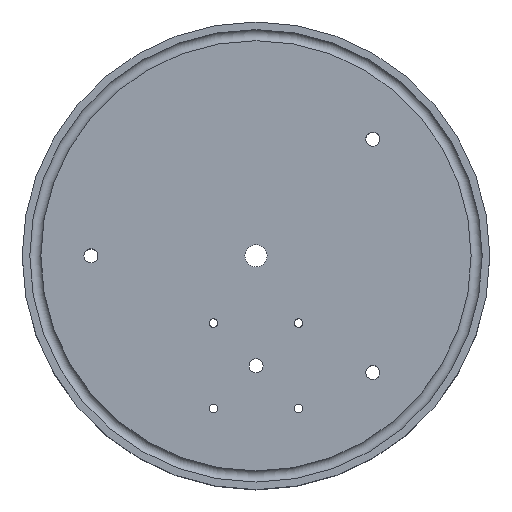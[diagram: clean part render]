
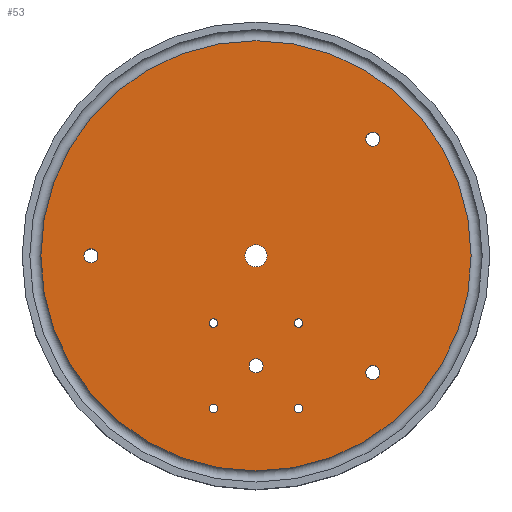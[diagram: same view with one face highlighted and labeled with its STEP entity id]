
A CAD part, top view. The second image highlights one B-rep face of the part: STEP entity #53.
In plain terms, the highlighted planar face has unit normal (0, 0, 1).
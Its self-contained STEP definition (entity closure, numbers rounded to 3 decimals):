
#53=ADVANCED_FACE('',(#431,#433,#435,#437,#439,#441,#443,#445,#447,#449),#451,.T.);
#431=FACE_BOUND('',#432,.T.);
#432=EDGE_LOOP('',(#809));
#433=FACE_BOUND('',#434,.T.);
#434=EDGE_LOOP('',(#810));
#435=FACE_BOUND('',#436,.T.);
#436=EDGE_LOOP('',(#811));
#437=FACE_BOUND('',#438,.T.);
#438=EDGE_LOOP('',(#812));
#439=FACE_BOUND('',#440,.T.);
#440=EDGE_LOOP('',(#813));
#441=FACE_BOUND('',#442,.T.);
#442=EDGE_LOOP('',(#814));
#443=FACE_BOUND('',#444,.T.);
#444=EDGE_LOOP('',(#815));
#445=FACE_BOUND('',#446,.T.);
#446=EDGE_LOOP('',(#816));
#447=FACE_BOUND('',#448,.T.);
#448=EDGE_LOOP('',(#817));
#449=FACE_BOUND('',#450,.T.);
#450=EDGE_LOOP('',(#818));
#451=PLANE('',#452);
#452=AXIS2_PLACEMENT_3D('',#453,#454,#455);
#453=CARTESIAN_POINT('',(0.,0.,70.));
#454=DIRECTION('',(0.,0.,1.));
#455=DIRECTION('',(-1.,0.,0.));
#809=ORIENTED_EDGE('',*,*,#969,.T.);
#810=ORIENTED_EDGE('',*,*,#970,.T.);
#811=ORIENTED_EDGE('',*,*,#971,.T.);
#812=ORIENTED_EDGE('',*,*,#972,.T.);
#813=ORIENTED_EDGE('',*,*,#973,.T.);
#814=ORIENTED_EDGE('',*,*,#974,.T.);
#815=ORIENTED_EDGE('',*,*,#975,.T.);
#816=ORIENTED_EDGE('',*,*,#976,.T.);
#817=ORIENTED_EDGE('',*,*,#977,.T.);
#818=ORIENTED_EDGE('',*,*,#978,.T.);
#969=EDGE_CURVE('',#1049,#1049,#1050,.F.);
#970=EDGE_CURVE('',#1051,#1051,#1052,.T.);
#971=EDGE_CURVE('',#1053,#1053,#1054,.T.);
#972=EDGE_CURVE('',#1055,#1055,#1056,.T.);
#973=EDGE_CURVE('',#1057,#1057,#1058,.T.);
#974=EDGE_CURVE('',#1059,#1059,#1060,.T.);
#975=EDGE_CURVE('',#1061,#1061,#1062,.T.);
#976=EDGE_CURVE('',#1063,#1063,#1064,.T.);
#977=EDGE_CURVE('',#1065,#1065,#1066,.T.);
#978=EDGE_CURVE('',#1067,#1067,#1068,.T.);
#1049=VERTEX_POINT('',#1193);
#1050=CIRCLE('',#1194,78.204);
#1051=VERTEX_POINT('',#1198);
#1052=CIRCLE('',#1199,1.55);
#1053=VERTEX_POINT('',#1203);
#1054=CIRCLE('',#1204,1.55);
#1055=VERTEX_POINT('',#1208);
#1056=CIRCLE('',#1209,1.55);
#1057=VERTEX_POINT('',#1213);
#1058=CIRCLE('',#1214,1.55);
#1059=VERTEX_POINT('',#1218);
#1060=CIRCLE('',#1219,2.55);
#1061=VERTEX_POINT('',#1223);
#1062=CIRCLE('',#1224,4.05);
#1063=VERTEX_POINT('',#1228);
#1064=CIRCLE('',#1229,2.55);
#1065=VERTEX_POINT('',#1233);
#1066=CIRCLE('',#1234,2.55);
#1067=VERTEX_POINT('',#1238);
#1068=CIRCLE('',#1239,2.55);
#1193=CARTESIAN_POINT('',(78.204,0.,70.));
#1194=AXIS2_PLACEMENT_3D('',#1195,#1196,#1197);
#1195=CARTESIAN_POINT('',(0.,0.,70.));
#1196=DIRECTION('',(0.,0.,-1.));
#1197=DIRECTION('',(1.,0.,0.));
#1198=CARTESIAN_POINT('',(-15.5,-26.025,70.));
#1199=AXIS2_PLACEMENT_3D('',#1200,#1201,#1202);
#1200=CARTESIAN_POINT('',(-15.5,-24.475,70.));
#1201=DIRECTION('',(0.,0.,-1.));
#1202=DIRECTION('',(0.,-1.,0.));
#1203=CARTESIAN_POINT('',(15.5,-26.025,70.));
#1204=AXIS2_PLACEMENT_3D('',#1205,#1206,#1207);
#1205=CARTESIAN_POINT('',(15.5,-24.475,70.));
#1206=DIRECTION('',(0.,0.,-1.));
#1207=DIRECTION('',(0.,-1.,0.));
#1208=CARTESIAN_POINT('',(-15.5,-57.025,70.));
#1209=AXIS2_PLACEMENT_3D('',#1210,#1211,#1212);
#1210=CARTESIAN_POINT('',(-15.5,-55.475,70.));
#1211=DIRECTION('',(0.,0.,-1.));
#1212=DIRECTION('',(0.,-1.,0.));
#1213=CARTESIAN_POINT('',(15.5,-57.025,70.));
#1214=AXIS2_PLACEMENT_3D('',#1215,#1216,#1217);
#1215=CARTESIAN_POINT('',(15.5,-55.475,70.));
#1216=DIRECTION('',(0.,0.,-1.));
#1217=DIRECTION('',(0.,-1.,0.));
#1218=CARTESIAN_POINT('',(0.027,-42.525,70.));
#1219=AXIS2_PLACEMENT_3D('',#1220,#1221,#1222);
#1220=CARTESIAN_POINT('',(0.027,-39.975,70.));
#1221=DIRECTION('',(0.,0.,-1.));
#1222=DIRECTION('',(0.,-1.,0.));
#1223=CARTESIAN_POINT('',(0.,-4.05,70.));
#1224=AXIS2_PLACEMENT_3D('',#1225,#1226,#1227);
#1225=CARTESIAN_POINT('',(0.,0.,70.));
#1226=DIRECTION('',(0.,0.,-1.));
#1227=DIRECTION('',(0.,-1.,0.));
#1228=CARTESIAN_POINT('',(39.876,42.426,70.));
#1229=AXIS2_PLACEMENT_3D('',#1230,#1231,#1232);
#1230=CARTESIAN_POINT('',(42.426,42.426,70.));
#1231=DIRECTION('',(0.,0.,-1.));
#1232=DIRECTION('',(0.,-1.,0.));
#1233=CARTESIAN_POINT('',(39.876,-42.426,70.));
#1234=AXIS2_PLACEMENT_3D('',#1235,#1236,#1237);
#1235=CARTESIAN_POINT('',(42.426,-42.426,70.));
#1236=DIRECTION('',(0.,0.,-1.));
#1237=DIRECTION('',(0.,-1.,0.));
#1238=CARTESIAN_POINT('',(-60.,2.55,70.));
#1239=AXIS2_PLACEMENT_3D('',#1240,#1241,#1242);
#1240=CARTESIAN_POINT('',(-60.,0.,70.));
#1241=DIRECTION('',(0.,0.,-1.));
#1242=DIRECTION('',(0.,-1.,0.));
